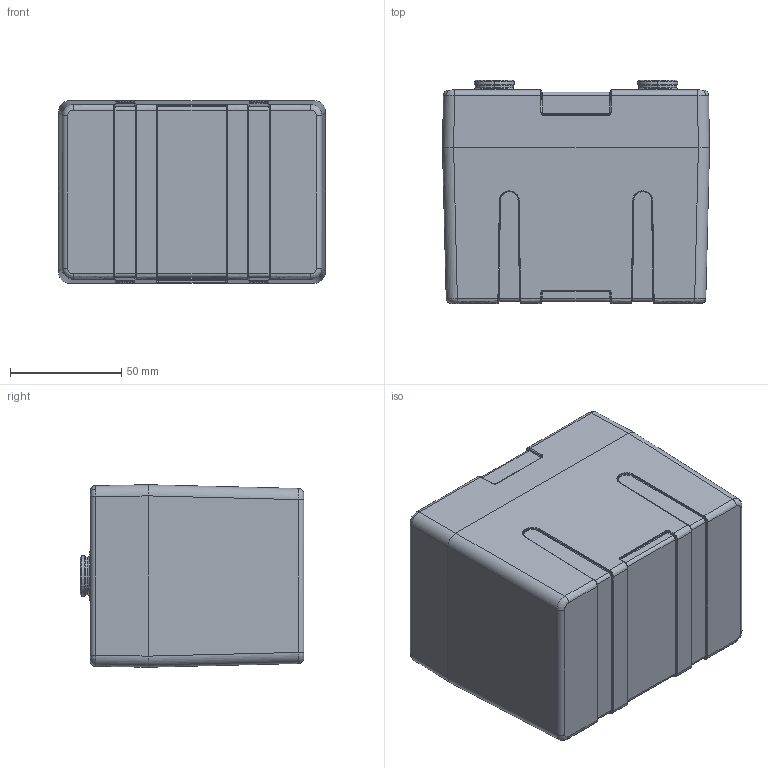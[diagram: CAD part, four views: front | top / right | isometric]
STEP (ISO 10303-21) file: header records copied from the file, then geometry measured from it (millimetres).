
FILE_DESCRIPTION (( 'STEP AP203' ), '1' );
FILE_NAME ('Andrena_7.5Ah_BC_2023-04-21.STEP', '2023-04-21T08:42:59', ( '' ), ( '' ), 'SwSTEP 2.0', 'SolidWorks 2022', '' );
FILE_SCHEMA (( 'CONFIG_CONTROL_DESIGN' ));
Length unit declared in the file: millimetre
Products named in the file (1): Andrena_7.5Ah_BC_2023-04-21
Bounding box: 120 x 100.5 x 82 mm (x, y, z)
Volume: 907002.5 mm3; surface area: 57533.1 mm2
Topology: 1 solids, 1 shells, 390 faces, 967 edges, 572 vertices
Faces by surface type: cylinder 144, bspline 128, plane 54, torus 36, sphere 16, cone 12
Entity records: 19020 total; most frequent: CARTESIAN_POINT 11828, ORIENTED_EDGE 1830, DIRECTION 1075, EDGE_CURVE 915, VERTEX_POINT 540, AXIS2_PLACEMENT_3D 455, EDGE_LOOP 403, FACE_OUTER_BOUND 390
